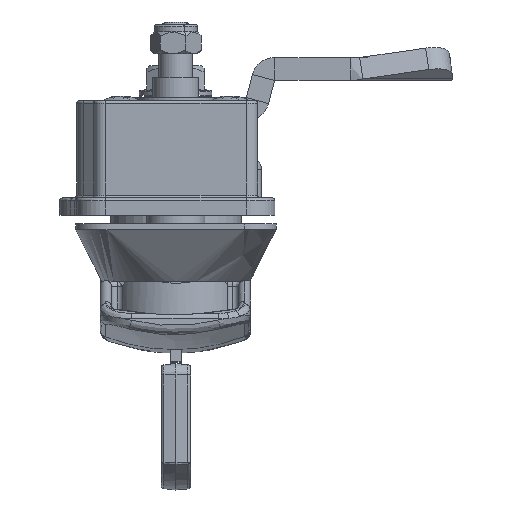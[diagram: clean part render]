
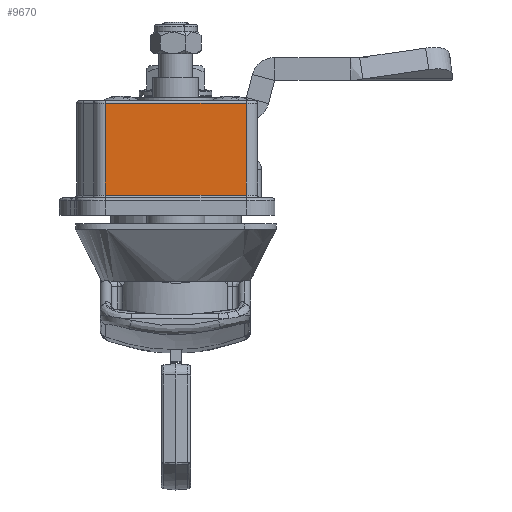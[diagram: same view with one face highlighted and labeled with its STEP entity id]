
A CAD part, left-side view. The second image highlights one B-rep face of the part: STEP entity #9670.
In plain terms, the highlighted planar face has unit normal (-1, 0, 0).
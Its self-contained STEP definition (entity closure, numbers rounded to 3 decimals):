
#3336 = CARTESIAN_POINT ( 'NONE',  ( -76.8, -62.3, 5. ) ) ;
#3655 = DIRECTION ( 'NONE',  ( 0., 0., -1. ) ) ;
#4270 = EDGE_LOOP ( 'NONE', ( #7307, #39794, #9090, #23133 ) ) ;
#5962 = CARTESIAN_POINT ( 'NONE',  ( -76.8, -35.5, 21. ) ) ;
#7307 = ORIENTED_EDGE ( 'NONE', *, *, #27420, .F. ) ;
#7611 = PLANE ( 'NONE',  #36768 ) ;
#9090 = ORIENTED_EDGE ( 'NONE', *, *, #9325, .F. ) ;
#9187 = DIRECTION ( 'NONE',  ( 0., -1., 0. ) ) ;
#9325 = EDGE_CURVE ( 'NONE', #48114, #33264, #20569, .T. ) ;
#9670 = ADVANCED_FACE ( 'NONE', ( #18250 ), #7611, .F. ) ;
#10357 = CARTESIAN_POINT ( 'NONE',  ( -76.8, -37.7, 21.5 ) ) ;
#10568 = EDGE_CURVE ( 'NONE', #14410, #48114, #39992, .T. ) ;
#10819 = CARTESIAN_POINT ( 'NONE',  ( -76.8, -62.3, 21. ) ) ;
#12105 = CARTESIAN_POINT ( 'NONE',  ( -76.8, -37.7, 21. ) ) ;
#12328 = VECTOR ( 'NONE', #9187, 1000. ) ;
#12568 = CARTESIAN_POINT ( 'NONE',  ( -76.8, -35.7, 5. ) ) ;
#14410 = VERTEX_POINT ( 'NONE', #30981 ) ;
#18250 = FACE_OUTER_BOUND ( 'NONE', #4270, .T. ) ;
#20480 = LINE ( 'NONE', #12568, #29284 ) ;
#20569 = LINE ( 'NONE', #5962, #12328 ) ;
#22702 = VECTOR ( 'NONE', #45548, 1000. ) ;
#23133 = ORIENTED_EDGE ( 'NONE', *, *, #10568, .F. ) ;
#27420 = EDGE_CURVE ( 'NONE', #47850, #14410, #20480, .T. ) ;
#29284 = VECTOR ( 'NONE', #31608, 1000. ) ;
#30510 = CARTESIAN_POINT ( 'NONE',  ( -76.8, -62.3, 21.5 ) ) ;
#30981 = CARTESIAN_POINT ( 'NONE',  ( -76.8, -37.7, 5. ) ) ;
#31608 = DIRECTION ( 'NONE',  ( 0., 1., 0. ) ) ;
#33264 = VERTEX_POINT ( 'NONE', #10819 ) ;
#34215 = LINE ( 'NONE', #30510, #22702 ) ;
#36320 = DIRECTION ( 'NONE',  ( 0., 0., 1. ) ) ;
#36768 = AXIS2_PLACEMENT_3D ( 'NONE', #45641, #37505, #3655 ) ;
#37505 = DIRECTION ( 'NONE',  ( 1., 0., 0. ) ) ;
#39794 = ORIENTED_EDGE ( 'NONE', *, *, #41173, .F. ) ;
#39803 = VECTOR ( 'NONE', #36320, 1000. ) ;
#39992 = LINE ( 'NONE', #10357, #39803 ) ;
#41173 = EDGE_CURVE ( 'NONE', #33264, #47850, #34215, .T. ) ;
#45548 = DIRECTION ( 'NONE',  ( 0., 0., -1. ) ) ;
#45641 = CARTESIAN_POINT ( 'NONE',  ( -76.8, -35.7, 21.5 ) ) ;
#47850 = VERTEX_POINT ( 'NONE', #3336 ) ;
#48114 = VERTEX_POINT ( 'NONE', #12105 ) ;
